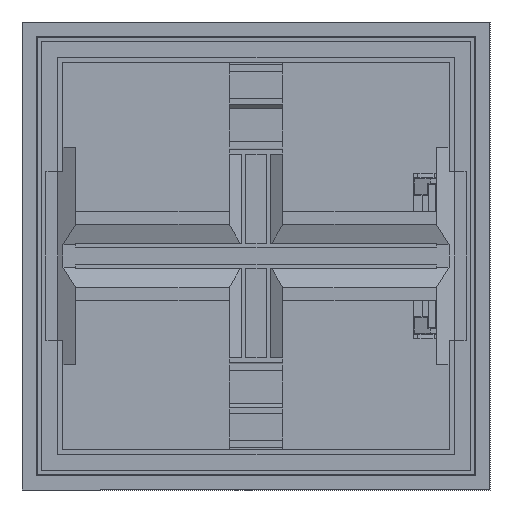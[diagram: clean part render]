
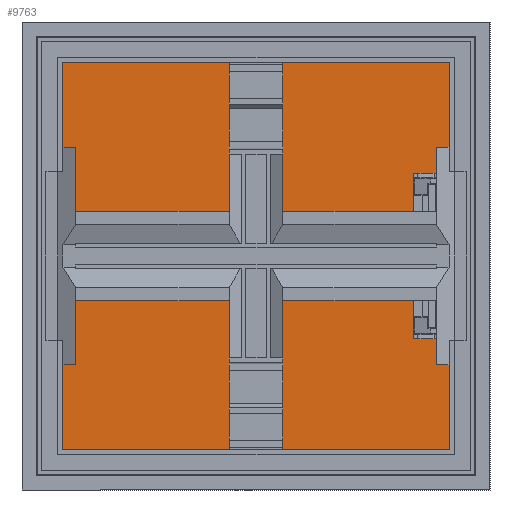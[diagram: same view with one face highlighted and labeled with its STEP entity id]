
A CAD part, front view. The second image highlights one B-rep face of the part: STEP entity #9763.
In plain terms, the highlighted planar face has unit normal (0, -1, 0).
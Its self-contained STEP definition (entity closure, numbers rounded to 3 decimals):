
#309 = LINE ( 'NONE', #5438, #5780 ) ;
#332 = VECTOR ( 'NONE', #7036, 1000. ) ;
#374 = DIRECTION ( 'NONE',  ( 1., 0., 0. ) ) ;
#647 = DIRECTION ( 'NONE',  ( 0., 0., 1. ) ) ;
#651 = VERTEX_POINT ( 'NONE', #3070 ) ;
#670 = LINE ( 'NONE', #12104, #15919 ) ;
#1034 = EDGE_CURVE ( 'NONE', #14804, #4641, #3459, .T. ) ;
#1252 = LINE ( 'NONE', #16497, #10296 ) ;
#1307 = LINE ( 'NONE', #10579, #3859 ) ;
#1368 = VECTOR ( 'NONE', #374, 1000. ) ;
#1481 = VECTOR ( 'NONE', #7404, 1000. ) ;
#1664 = CARTESIAN_POINT ( 'NONE',  ( 55.5, -18., 123.5 ) ) ;
#1727 = DIRECTION ( 'NONE',  ( 1., 0., 0. ) ) ;
#1803 = ORIENTED_EDGE ( 'NONE', *, *, #15293, .F. ) ;
#2559 = EDGE_CURVE ( 'NONE', #3294, #11802, #1252, .T. ) ;
#2881 = DIRECTION ( 'NONE',  ( 0., 0., 1. ) ) ;
#3070 = CARTESIAN_POINT ( 'NONE',  ( 139.237, -18., 139.237 ) ) ;
#3243 = ORIENTED_EDGE ( 'NONE', *, *, #11272, .T. ) ;
#3294 = VERTEX_POINT ( 'NONE', #10060 ) ;
#3459 = LINE ( 'NONE', #13818, #1481 ) ;
#3836 = ORIENTED_EDGE ( 'NONE', *, *, #11819, .F. ) ;
#3859 = VECTOR ( 'NONE', #6437, 1000. ) ;
#3862 = DIRECTION ( 'NONE',  ( 1., 0., 0. ) ) ;
#3926 = VERTEX_POINT ( 'NONE', #14656 ) ;
#3992 = CARTESIAN_POINT ( 'NONE',  ( -52.5, -18., 105.5 ) ) ;
#4083 = ORIENTED_EDGE ( 'NONE', *, *, #10091, .F. ) ;
#4358 = LINE ( 'NONE', #1664, #332 ) ;
#4372 = VECTOR ( 'NONE', #647, 1000. ) ;
#4641 = VERTEX_POINT ( 'NONE', #10642 ) ;
#4663 = CARTESIAN_POINT ( 'NONE',  ( 52.5, -18., 139.237 ) ) ;
#4909 = EDGE_CURVE ( 'NONE', #8489, #651, #15578, .T. ) ;
#5212 = CARTESIAN_POINT ( 'NONE',  ( 55.5, -18., 105.5 ) ) ;
#5304 = VERTEX_POINT ( 'NONE', #5212 ) ;
#5438 = CARTESIAN_POINT ( 'NONE',  ( -52.5, -18., 143.25 ) ) ;
#5547 = CARTESIAN_POINT ( 'NONE',  ( -52.5, -18., 139.237 ) ) ;
#5615 = CARTESIAN_POINT ( 'NONE',  ( 52.5, -18., 123.5 ) ) ;
#5765 = CARTESIAN_POINT ( 'NONE',  ( 139.091, -18., -139.237 ) ) ;
#5780 = VECTOR ( 'NONE', #12851, 1000. ) ;
#5814 = VERTEX_POINT ( 'NONE', #4663 ) ;
#5865 = DIRECTION ( 'NONE',  ( 0., 0., 1. ) ) ;
#6079 = ORIENTED_EDGE ( 'NONE', *, *, #7859, .T. ) ;
#6437 = DIRECTION ( 'NONE',  ( -1., 0., 0. ) ) ;
#6815 = LINE ( 'NONE', #14733, #10787 ) ;
#6821 = CARTESIAN_POINT ( 'NONE',  ( 139.237, -18., 139.091 ) ) ;
#6940 = ORIENTED_EDGE ( 'NONE', *, *, #7936, .T. ) ;
#7036 = DIRECTION ( 'NONE',  ( 0., 0., 1. ) ) ;
#7227 = CARTESIAN_POINT ( 'NONE',  ( 52.5, -18., 105.5 ) ) ;
#7404 = DIRECTION ( 'NONE',  ( -1., 0., 0. ) ) ;
#7486 = VERTEX_POINT ( 'NONE', #8809 ) ;
#7859 = EDGE_CURVE ( 'NONE', #7486, #8489, #8036, .T. ) ;
#7936 = EDGE_CURVE ( 'NONE', #4641, #7486, #9945, .T. ) ;
#8036 = LINE ( 'NONE', #5765, #9216 ) ;
#8134 = CARTESIAN_POINT ( 'NONE',  ( 52.5, -18., 143.25 ) ) ;
#8145 = VECTOR ( 'NONE', #15075, 1000. ) ;
#8484 = CARTESIAN_POINT ( 'NONE',  ( -143.25, -18., 143.25 ) ) ;
#8489 = VERTEX_POINT ( 'NONE', #10253 ) ;
#8809 = CARTESIAN_POINT ( 'NONE',  ( -139.237, -18., -139.237 ) ) ;
#8915 = EDGE_CURVE ( 'NONE', #8925, #13931, #1307, .T. ) ;
#8925 = VERTEX_POINT ( 'NONE', #11578 ) ;
#9058 = CARTESIAN_POINT ( 'NONE',  ( -55.5, -18., 123.5 ) ) ;
#9216 = VECTOR ( 'NONE', #1727, 1000. ) ;
#9489 = ORIENTED_EDGE ( 'NONE', *, *, #14830, .T. ) ;
#9594 = PLANE ( 'NONE',  #9805 ) ;
#9750 = DIRECTION ( 'NONE',  ( 0., 1., 0. ) ) ;
#9763 = ADVANCED_FACE ( 'NONE', ( #15884 ), #9594, .F. ) ;
#9805 = AXIS2_PLACEMENT_3D ( 'NONE', #8484, #9750, #5865 ) ;
#9945 = LINE ( 'NONE', #10125, #8145 ) ;
#10060 = CARTESIAN_POINT ( 'NONE',  ( -55.5, -18., 105.5 ) ) ;
#10091 = EDGE_CURVE ( 'NONE', #14804, #3926, #309, .T. ) ;
#10125 = CARTESIAN_POINT ( 'NONE',  ( -139.237, -18., -139.091 ) ) ;
#10253 = CARTESIAN_POINT ( 'NONE',  ( 139.237, -18., -139.237 ) ) ;
#10296 = VECTOR ( 'NONE', #3862, 1000. ) ;
#10579 = CARTESIAN_POINT ( 'NONE',  ( 55.5, -18., 123.5 ) ) ;
#10642 = CARTESIAN_POINT ( 'NONE',  ( -139.237, -18., 139.237 ) ) ;
#10691 = DIRECTION ( 'NONE',  ( -1., 0., 0. ) ) ;
#10754 = ORIENTED_EDGE ( 'NONE', *, *, #8915, .F. ) ;
#10771 = VECTOR ( 'NONE', #11425, 1000. ) ;
#10787 = VECTOR ( 'NONE', #10691, 1000. ) ;
#11203 = EDGE_CURVE ( 'NONE', #651, #5814, #6815, .T. ) ;
#11272 = EDGE_CURVE ( 'NONE', #5304, #16138, #14197, .T. ) ;
#11425 = DIRECTION ( 'NONE',  ( -1., 0., 0. ) ) ;
#11578 = CARTESIAN_POINT ( 'NONE',  ( 55.5, -18., 123.5 ) ) ;
#11654 = CARTESIAN_POINT ( 'NONE',  ( -52.5, -18., 105.5 ) ) ;
#11802 = VERTEX_POINT ( 'NONE', #11654 ) ;
#11819 = EDGE_CURVE ( 'NONE', #11802, #16138, #14591, .T. ) ;
#12104 = CARTESIAN_POINT ( 'NONE',  ( -55.5, -18., 123.5 ) ) ;
#12576 = ORIENTED_EDGE ( 'NONE', *, *, #4909, .T. ) ;
#12851 = DIRECTION ( 'NONE',  ( 0., 0., -1. ) ) ;
#12856 = EDGE_CURVE ( 'NONE', #5304, #8925, #4358, .T. ) ;
#13504 = ORIENTED_EDGE ( 'NONE', *, *, #2559, .F. ) ;
#13818 = CARTESIAN_POINT ( 'NONE',  ( -139.091, -18., 139.237 ) ) ;
#13880 = ORIENTED_EDGE ( 'NONE', *, *, #1034, .T. ) ;
#13931 = VERTEX_POINT ( 'NONE', #5615 ) ;
#13951 = CARTESIAN_POINT ( 'NONE',  ( 55.5, -18., 105.5 ) ) ;
#14197 = LINE ( 'NONE', #13951, #10771 ) ;
#14232 = ORIENTED_EDGE ( 'NONE', *, *, #11203, .T. ) ;
#14267 = CARTESIAN_POINT ( 'NONE',  ( -55.5, -18., 123.5 ) ) ;
#14322 = ORIENTED_EDGE ( 'NONE', *, *, #15551, .T. ) ;
#14426 = EDGE_LOOP ( 'NONE', ( #10754, #15799, #3243, #3836, #13504, #14322, #9489, #4083, #13880, #6940, #6079, #12576, #14232, #1803 ) ) ;
#14591 = LINE ( 'NONE', #3992, #1368 ) ;
#14623 = LINE ( 'NONE', #8134, #4372 ) ;
#14656 = CARTESIAN_POINT ( 'NONE',  ( -52.5, -18., 123.5 ) ) ;
#14733 = CARTESIAN_POINT ( 'NONE',  ( -139.091, -18., 139.237 ) ) ;
#14804 = VERTEX_POINT ( 'NONE', #5547 ) ;
#14830 = EDGE_CURVE ( 'NONE', #15585, #3926, #670, .T. ) ;
#15075 = DIRECTION ( 'NONE',  ( 0., 0., -1. ) ) ;
#15293 = EDGE_CURVE ( 'NONE', #13931, #5814, #14623, .T. ) ;
#15354 = LINE ( 'NONE', #9058, #16480 ) ;
#15371 = VECTOR ( 'NONE', #2881, 1000. ) ;
#15530 = DIRECTION ( 'NONE',  ( 0., 0., 1. ) ) ;
#15551 = EDGE_CURVE ( 'NONE', #3294, #15585, #15354, .T. ) ;
#15578 = LINE ( 'NONE', #6821, #15371 ) ;
#15585 = VERTEX_POINT ( 'NONE', #14267 ) ;
#15799 = ORIENTED_EDGE ( 'NONE', *, *, #12856, .F. ) ;
#15884 = FACE_OUTER_BOUND ( 'NONE', #14426, .T. ) ;
#15894 = DIRECTION ( 'NONE',  ( 1., 0., 0. ) ) ;
#15919 = VECTOR ( 'NONE', #15894, 1000. ) ;
#16138 = VERTEX_POINT ( 'NONE', #7227 ) ;
#16480 = VECTOR ( 'NONE', #15530, 1000. ) ;
#16497 = CARTESIAN_POINT ( 'NONE',  ( -55.5, -18., 105.5 ) ) ;
